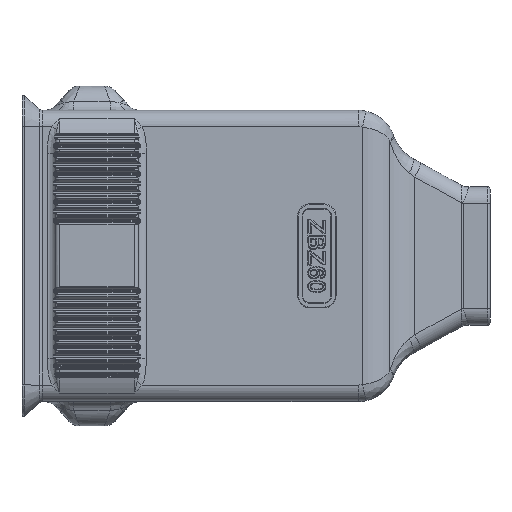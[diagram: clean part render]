
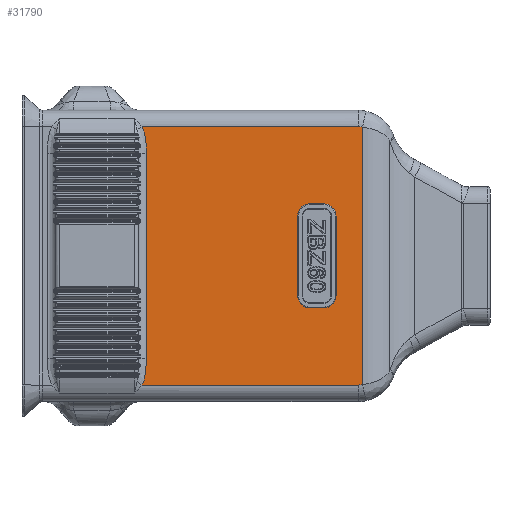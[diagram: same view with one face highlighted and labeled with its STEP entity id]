
A CAD part, top view. The second image highlights one B-rep face of the part: STEP entity #31790.
In plain terms, the highlighted planar face has unit normal (0, 0, 1).
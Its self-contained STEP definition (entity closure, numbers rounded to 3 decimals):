
#1849=CARTESIAN_POINT('',(68.75,27.504,18.6));
#1862=CARTESIAN_POINT('',(68.75,-27.504,18.6));
#1891=CARTESIAN_POINT('',(22.598,-21.921,18.6));
#1892=CARTESIAN_POINT('',(22.598,-22.393,18.6));
#1893=CARTESIAN_POINT('',(22.574,-23.298,18.6));
#1894=CARTESIAN_POINT('',(22.472,-24.537,18.6));
#1895=CARTESIAN_POINT('',(22.301,-25.668,18.6));
#1896=CARTESIAN_POINT('',(22.039,-26.71,18.6));
#1897=CARTESIAN_POINT('',(21.795,-27.319,18.6));
#1898=CARTESIAN_POINT('',(21.647,-27.6,18.6));
#1900=DIRECTION('',(0.,-1.,0.));
#1901=VECTOR('',#1900,43.842);
#1902=CARTESIAN_POINT('',(22.598,21.921,18.6));
#1903=LINE('',#1902,#1901);
#1904=CARTESIAN_POINT('',(21.647,27.6,18.6));
#1905=CARTESIAN_POINT('',(21.795,27.319,18.6));
#1906=CARTESIAN_POINT('',(22.039,26.709,18.6));
#1907=CARTESIAN_POINT('',(22.301,25.666,18.6));
#1908=CARTESIAN_POINT('',(22.472,24.535,18.6));
#1909=CARTESIAN_POINT('',(22.574,23.298,18.6));
#1910=CARTESIAN_POINT('',(22.598,22.393,18.6));
#1911=CARTESIAN_POINT('',(22.598,21.921,18.6));
#1913=DIRECTION('',(1.,0.,0.));
#1914=VECTOR('',#1913,46.177);
#1915=CARTESIAN_POINT('',(21.647,27.6,18.6));
#1916=LINE('',#1915,#1914);
#1917=CARTESIAN_POINT('',(67.824,23.1,18.6));
#1918=DIRECTION('',(0.,0.,-1.));
#1919=DIRECTION('',(0.,1.,0.));
#1920=AXIS2_PLACEMENT_3D('',#1917,#1918,#1919);
#1922=DIRECTION('',(0.,1.,0.));
#1923=VECTOR('',#1922,55.007);
#1924=CARTESIAN_POINT('',(68.75,-27.504,18.6));
#1925=LINE('',#1924,#1923);
#1926=CARTESIAN_POINT('',(67.824,-23.1,18.6));
#1927=DIRECTION('',(0.,0.,1.));
#1928=DIRECTION('',(0.,-1.,0.));
#1929=AXIS2_PLACEMENT_3D('',#1926,#1927,#1928);
#2684=DIRECTION('',(0.,1.,0.));
#2685=VECTOR('',#2684,17.);
#2686=CARTESIAN_POINT('',(63.1,-8.5,18.6));
#2687=LINE('',#2686,#2685);
#2688=CARTESIAN_POINT('',(60.5,8.5,18.6));
#2689=DIRECTION('',(0.,0.,1.));
#2690=DIRECTION('',(1.,0.,0.));
#2691=AXIS2_PLACEMENT_3D('',#2688,#2689,#2690);
#2693=DIRECTION('',(-1.,0.,0.));
#2694=VECTOR('',#2693,3.);
#2695=CARTESIAN_POINT('',(60.5,11.1,18.6));
#2696=LINE('',#2695,#2694);
#2697=CARTESIAN_POINT('',(57.5,8.5,18.6));
#2698=DIRECTION('',(0.,0.,1.));
#2699=DIRECTION('',(0.,1.,0.));
#2700=AXIS2_PLACEMENT_3D('',#2697,#2698,#2699);
#2702=DIRECTION('',(0.,-1.,0.));
#2703=VECTOR('',#2702,17.);
#2704=CARTESIAN_POINT('',(54.9,8.5,18.6));
#2705=LINE('',#2704,#2703);
#2706=CARTESIAN_POINT('',(57.5,-8.5,18.6));
#2707=DIRECTION('',(0.,0.,1.));
#2708=DIRECTION('',(-1.,0.,0.));
#2709=AXIS2_PLACEMENT_3D('',#2706,#2707,#2708);
#2711=DIRECTION('',(1.,0.,0.));
#2712=VECTOR('',#2711,3.);
#2713=CARTESIAN_POINT('',(57.5,-11.1,18.6));
#2714=LINE('',#2713,#2712);
#2715=CARTESIAN_POINT('',(60.5,-8.5,18.6));
#2716=DIRECTION('',(0.,0.,1.));
#2717=DIRECTION('',(0.,-1.,0.));
#2718=AXIS2_PLACEMENT_3D('',#2715,#2716,#2717);
#3527=CARTESIAN_POINT('',(21.647,-27.6,18.6));
#3534=DIRECTION('',(1.,0.,0.));
#3535=VECTOR('',#3534,46.177);
#3536=CARTESIAN_POINT('',(21.647,-27.6,18.6));
#3537=LINE('',#3536,#3535);
#25166=VERTEX_POINT('',#1849);
#25169=CARTESIAN_POINT('',(67.824,27.6,18.6));
#25170=VERTEX_POINT('',#25169);
#25207=VERTEX_POINT('',#1862);
#25209=CARTESIAN_POINT('',(67.824,-27.6,18.6));
#25210=VERTEX_POINT('',#25209);
#25801=VERTEX_POINT('',#3527);
#25802=VERTEX_POINT('',#1891);
#25803=CARTESIAN_POINT('',(22.598,21.921,18.6));
#25804=VERTEX_POINT('',#25803);
#25805=VERTEX_POINT('',#1904);
#28055=CARTESIAN_POINT('',(63.1,8.5,18.6));
#28057=VERTEX_POINT('',#28055);
#28059=CARTESIAN_POINT('',(60.5,11.1,18.6));
#28061=VERTEX_POINT('',#28059);
#28063=CARTESIAN_POINT('',(57.5,11.1,18.6));
#28065=VERTEX_POINT('',#28063);
#28067=CARTESIAN_POINT('',(54.9,8.5,18.6));
#28069=VERTEX_POINT('',#28067);
#28071=CARTESIAN_POINT('',(54.9,-8.5,18.6));
#28073=VERTEX_POINT('',#28071);
#28075=CARTESIAN_POINT('',(57.5,-11.1,18.6));
#28077=VERTEX_POINT('',#28075);
#28079=CARTESIAN_POINT('',(60.5,-11.1,18.6));
#28081=VERTEX_POINT('',#28079);
#28083=CARTESIAN_POINT('',(63.1,-8.5,18.6));
#28085=VERTEX_POINT('',#28083);
#31751=CARTESIAN_POINT('',(36.,0.,18.6));
#31752=DIRECTION('',(0.,0.,1.));
#31753=DIRECTION('',(0.,1.,0.));
#31754=AXIS2_PLACEMENT_3D('',#31751,#31752,#31753);
#31755=PLANE('',#31754);
#31757=ORIENTED_EDGE('',*,*,#31756,.F.);
#31759=ORIENTED_EDGE('',*,*,#31758,.F.);
#31761=ORIENTED_EDGE('',*,*,#31760,.F.);
#31763=ORIENTED_EDGE('',*,*,#31762,.T.);
#31765=ORIENTED_EDGE('',*,*,#31764,.T.);
#31766=ORIENTED_EDGE('',*,*,#31625,.F.);
#31767=ORIENTED_EDGE('',*,*,#31742,.F.);
#31769=ORIENTED_EDGE('',*,*,#31768,.F.);
#31770=EDGE_LOOP('',(#31757,#31759,#31761,#31763,#31765,#31766,#31767,#31769));
#31771=FACE_OUTER_BOUND('',#31770,.F.);
#31773=ORIENTED_EDGE('',*,*,#31772,.T.);
#31775=ORIENTED_EDGE('',*,*,#31774,.T.);
#31777=ORIENTED_EDGE('',*,*,#31776,.T.);
#31779=ORIENTED_EDGE('',*,*,#31778,.T.);
#31781=ORIENTED_EDGE('',*,*,#31780,.T.);
#31783=ORIENTED_EDGE('',*,*,#31782,.T.);
#31785=ORIENTED_EDGE('',*,*,#31784,.T.);
#31787=ORIENTED_EDGE('',*,*,#31786,.T.);
#31788=EDGE_LOOP('',(#31773,#31775,#31777,#31779,#31781,#31783,#31785,#31787));
#31789=FACE_BOUND('',#31788,.F.);
#31790=ADVANCED_FACE('',(#31771,#31789),#31755,.T.);
#1899=B_SPLINE_CURVE_WITH_KNOTS('',3,(#1891,#1892,#1893,#1894,#1895,#1896,#1897,
#1898),.UNSPECIFIED.,.F.,.F.,(4,1,1,1,1,4),(0.,0.2,0.4,0.6,0.8,1.),
.UNSPECIFIED.);
#1912=B_SPLINE_CURVE_WITH_KNOTS('',3,(#1904,#1905,#1906,#1907,#1908,#1909,#1910,
#1911),.UNSPECIFIED.,.F.,.F.,(4,1,1,1,1,4),(0.,0.2,0.4,0.6,0.8,1.),
.UNSPECIFIED.);
#1921=CIRCLE('',#1920,4.5);
#1930=CIRCLE('',#1929,4.5);
#2692=CIRCLE('',#2691,2.6);
#2701=CIRCLE('',#2700,2.6);
#2710=CIRCLE('',#2709,2.6);
#2719=CIRCLE('',#2718,2.6);
#31625=EDGE_CURVE('',#25207,#25166,#1925,.T.);
#31742=EDGE_CURVE('',#25210,#25207,#1930,.T.);
#31756=EDGE_CURVE('',#25802,#25801,#1899,.T.);
#31758=EDGE_CURVE('',#25804,#25802,#1903,.T.);
#31760=EDGE_CURVE('',#25805,#25804,#1912,.T.);
#31762=EDGE_CURVE('',#25805,#25170,#1916,.T.);
#31764=EDGE_CURVE('',#25170,#25166,#1921,.T.);
#31768=EDGE_CURVE('',#25801,#25210,#3537,.T.);
#31772=EDGE_CURVE('',#28085,#28057,#2687,.T.);
#31774=EDGE_CURVE('',#28057,#28061,#2692,.T.);
#31776=EDGE_CURVE('',#28061,#28065,#2696,.T.);
#31778=EDGE_CURVE('',#28065,#28069,#2701,.T.);
#31780=EDGE_CURVE('',#28069,#28073,#2705,.T.);
#31782=EDGE_CURVE('',#28073,#28077,#2710,.T.);
#31784=EDGE_CURVE('',#28077,#28081,#2714,.T.);
#31786=EDGE_CURVE('',#28081,#28085,#2719,.T.);
